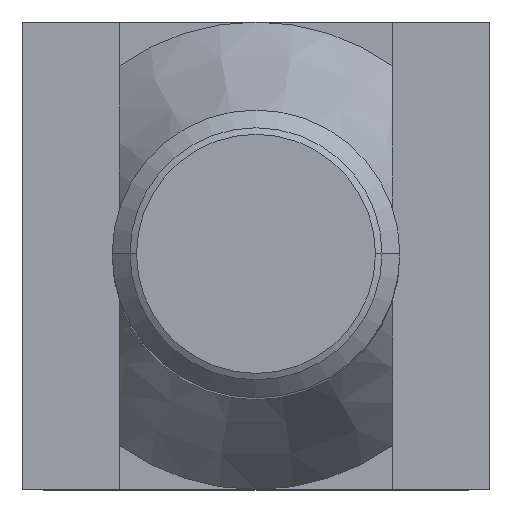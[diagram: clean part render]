
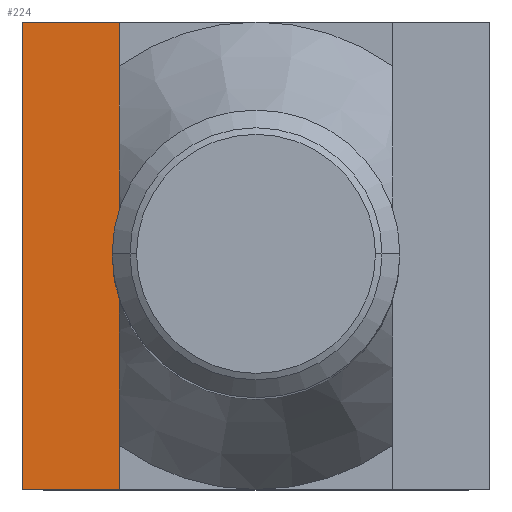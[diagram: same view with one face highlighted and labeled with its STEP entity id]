
A CAD part, top view. The second image highlights one B-rep face of the part: STEP entity #224.
In plain terms, the highlighted planar face has unit normal (0, 0, 1).
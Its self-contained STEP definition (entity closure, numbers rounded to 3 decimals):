
#166=VERTEX_POINT('',#424);
#180=VERTEX_POINT('',#438);
#224=ADVANCED_FACE('',(#488),#489,.T.);
#236=EDGE_CURVE('',#166,#244,#504,.T.);
#240=EDGE_CURVE('',#270,#244,#508,.T.);
#244=VERTEX_POINT('',#512);
#252=EDGE_CURVE('',#166,#180,#521,.T.);
#258=EDGE_CURVE('',#180,#270,#527,.T.);
#270=VERTEX_POINT('',#539);
#424=CARTESIAN_POINT('',(-3.8,6.5,0.0));
#438=CARTESIAN_POINT('',(-6.5,6.5,0.0));
#488=FACE_OUTER_BOUND('',#790,.T.);
#489=PLANE('',#791);
#504=LINE('',#818,#819);
#508=LINE('',#824,#825);
#512=CARTESIAN_POINT('',(-3.8,-6.5,0.0));
#521=LINE('',#842,#843);
#527=LINE('',#853,#854);
#539=CARTESIAN_POINT('',(-6.5,-6.5,0.0));
#790=EDGE_LOOP('',(#1178,#1179,#1180,#1181));
#791=AXIS2_PLACEMENT_3D('',#1182,#1183,#1184);
#818=CARTESIAN_POINT('',(-3.8,0.,0.0));
#819=VECTOR('',#1209,1.0);
#824=CARTESIAN_POINT('',(-3.8,-6.5,0.0));
#825=VECTOR('',#1210,1.0);
#842=CARTESIAN_POINT('',(-3.8,6.5,0.0));
#843=VECTOR('',#1223,1.0);
#853=CARTESIAN_POINT('',(-6.5,0.,0.0));
#854=VECTOR('',#1228,1.0);
#1178=ORIENTED_EDGE('',*,*,#240,.T.);
#1179=ORIENTED_EDGE('',*,*,#236,.F.);
#1180=ORIENTED_EDGE('',*,*,#252,.T.);
#1181=ORIENTED_EDGE('',*,*,#258,.T.);
#1182=CARTESIAN_POINT('',(-6.5,0.,0.0));
#1183=DIRECTION('',(0.0,0.,1.0));
#1184=DIRECTION('',(0.0,-1.0,0.));
#1209=DIRECTION('',(0.0,-1.0,0.));
#1210=DIRECTION('',(1.0,0.0,0.0));
#1223=DIRECTION('',(-1.0,0.0,0.0));
#1228=DIRECTION('',(0.0,-1.0,0.));
